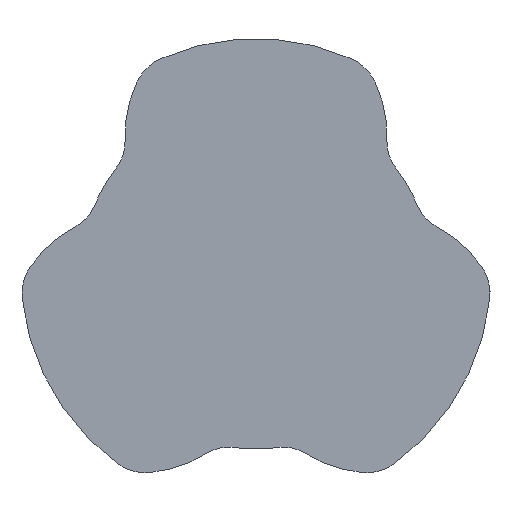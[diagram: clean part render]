
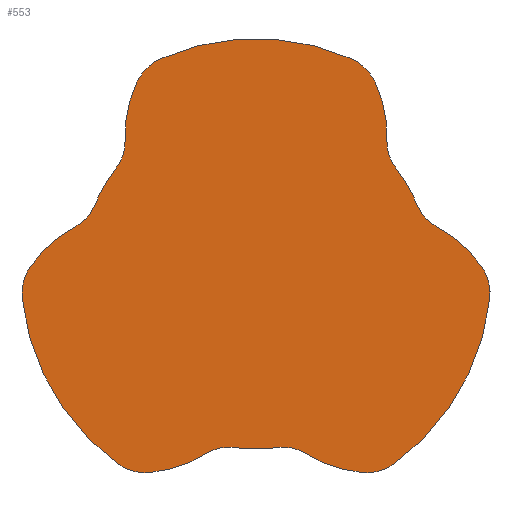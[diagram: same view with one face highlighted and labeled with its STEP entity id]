
A CAD part, left-side view. The second image highlights one B-rep face of the part: STEP entity #553.
In plain terms, the highlighted planar face has unit normal (-1, 0, 0).
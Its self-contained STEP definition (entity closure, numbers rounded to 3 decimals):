
#341=CARTESIAN_POINT('Vertex',(0.,13.341,-24.961)) ;
#344=CARTESIAN_POINT('Axis2P3D Location',(0.,13.862,-18.983)) ;
#348=CARTESIAN_POINT('Vertex',(0.,17.4,-23.829)) ;
#363=CARTESIAN_POINT('Axis2P3D Location',(0.,0.,0.)) ;
#368=CARTESIAN_POINT('Axis2P3D Location',(0.,14.729,-9.015)) ;
#372=CARTESIAN_POINT('Vertex',(0.,6.183,-22.548)) ;
#375=CARTESIAN_POINT('Axis2P3D Location',(0.,3.514,-26.776)) ;
#379=CARTESIAN_POINT('Vertex',(0.,2.863,-21.818)) ;
#382=CARTESIAN_POINT('Axis2P3D Location',(0.,0.,0.)) ;
#386=CARTESIAN_POINT('Vertex',(0.,-2.863,-21.818)) ;
#389=CARTESIAN_POINT('Axis2P3D Location',(0.,-3.514,-26.776)) ;
#393=CARTESIAN_POINT('Vertex',(0.,-6.183,-22.548)) ;
#396=CARTESIAN_POINT('Axis2P3D Location',(0.,-14.729,-9.015)) ;
#400=CARTESIAN_POINT('Vertex',(0.,-13.341,-24.961)) ;
#403=CARTESIAN_POINT('Axis2P3D Location',(0.,-13.862,-18.983)) ;
#407=CARTESIAN_POINT('Vertex',(0.,-17.4,-23.829)) ;
#410=CARTESIAN_POINT('Axis2P3D Location',(0.,0.,0.)) ;
#414=CARTESIAN_POINT('Vertex',(0.,-29.336,-3.154)) ;
#417=CARTESIAN_POINT('Axis2P3D Location',(0.,-23.371,-2.513)) ;
#421=CARTESIAN_POINT('Vertex',(0.,-28.287,0.926)) ;
#424=CARTESIAN_POINT('Axis2P3D Location',(0.,-15.172,-8.248)) ;
#428=CARTESIAN_POINT('Vertex',(0.,-22.619,5.919)) ;
#431=CARTESIAN_POINT('Axis2P3D Location',(0.,-24.945,10.345)) ;
#435=CARTESIAN_POINT('Vertex',(0.,-20.327,8.43)) ;
#438=CARTESIAN_POINT('Axis2P3D Location',(0.,0.,0.)) ;
#442=CARTESIAN_POINT('Vertex',(0.,-17.464,13.389)) ;
#445=CARTESIAN_POINT('Axis2P3D Location',(0.,-21.432,16.431)) ;
#449=CARTESIAN_POINT('Vertex',(0.,-16.436,16.629)) ;
#452=CARTESIAN_POINT('Axis2P3D Location',(0.,-0.443,17.264)) ;
#456=CARTESIAN_POINT('Vertex',(0.,-14.946,24.034)) ;
#459=CARTESIAN_POINT('Axis2P3D Location',(0.,-9.509,21.496)) ;
#463=CARTESIAN_POINT('Vertex',(0.,-11.936,26.983)) ;
#466=CARTESIAN_POINT('Axis2P3D Location',(0.,0.,0.)) ;
#470=CARTESIAN_POINT('Vertex',(0.,11.936,26.983)) ;
#473=CARTESIAN_POINT('Axis2P3D Location',(0.,9.509,21.496)) ;
#477=CARTESIAN_POINT('Vertex',(0.,14.946,24.034)) ;
#480=CARTESIAN_POINT('Axis2P3D Location',(0.,0.443,17.264)) ;
#484=CARTESIAN_POINT('Vertex',(0.,16.436,16.629)) ;
#487=CARTESIAN_POINT('Axis2P3D Location',(0.,21.432,16.431)) ;
#491=CARTESIAN_POINT('Vertex',(0.,17.464,13.389)) ;
#494=CARTESIAN_POINT('Axis2P3D Location',(0.,0.,0.)) ;
#498=CARTESIAN_POINT('Vertex',(0.,20.327,8.43)) ;
#501=CARTESIAN_POINT('Axis2P3D Location',(0.,24.945,10.345)) ;
#505=CARTESIAN_POINT('Vertex',(0.,22.619,5.919)) ;
#508=CARTESIAN_POINT('Axis2P3D Location',(0.,15.172,-8.248)) ;
#512=CARTESIAN_POINT('Vertex',(0.,28.287,0.926)) ;
#515=CARTESIAN_POINT('Axis2P3D Location',(0.,23.371,-2.513)) ;
#519=CARTESIAN_POINT('Vertex',(0.,29.336,-3.154)) ;
#522=CARTESIAN_POINT('Axis2P3D Location',(0.,0.,0.)) ;
#345=DIRECTION('Axis2P3D Direction',(-1.,0.,0.)) ;
#364=DIRECTION('Axis2P3D Direction',(1.,0.,0.)) ;
#365=DIRECTION('Axis2P3D XDirection',(0.,1.,0.)) ;
#369=DIRECTION('Axis2P3D Direction',(1.,0.,0.)) ;
#376=DIRECTION('Axis2P3D Direction',(1.,0.,0.)) ;
#383=DIRECTION('Axis2P3D Direction',(1.,0.,0.)) ;
#390=DIRECTION('Axis2P3D Direction',(1.,0.,0.)) ;
#397=DIRECTION('Axis2P3D Direction',(1.,0.,0.)) ;
#404=DIRECTION('Axis2P3D Direction',(1.,0.,0.)) ;
#411=DIRECTION('Axis2P3D Direction',(1.,0.,0.)) ;
#418=DIRECTION('Axis2P3D Direction',(1.,0.,0.)) ;
#425=DIRECTION('Axis2P3D Direction',(1.,0.,0.)) ;
#432=DIRECTION('Axis2P3D Direction',(1.,0.,0.)) ;
#439=DIRECTION('Axis2P3D Direction',(1.,0.,0.)) ;
#446=DIRECTION('Axis2P3D Direction',(1.,0.,0.)) ;
#453=DIRECTION('Axis2P3D Direction',(1.,0.,0.)) ;
#460=DIRECTION('Axis2P3D Direction',(1.,0.,0.)) ;
#467=DIRECTION('Axis2P3D Direction',(1.,0.,0.)) ;
#474=DIRECTION('Axis2P3D Direction',(1.,0.,0.)) ;
#481=DIRECTION('Axis2P3D Direction',(1.,0.,0.)) ;
#488=DIRECTION('Axis2P3D Direction',(1.,0.,0.)) ;
#495=DIRECTION('Axis2P3D Direction',(1.,0.,0.)) ;
#502=DIRECTION('Axis2P3D Direction',(1.,0.,0.)) ;
#509=DIRECTION('Axis2P3D Direction',(1.,0.,0.)) ;
#516=DIRECTION('Axis2P3D Direction',(1.,0.,0.)) ;
#523=DIRECTION('Axis2P3D Direction',(1.,0.,0.)) ;
#346=AXIS2_PLACEMENT_3D('Circle Axis2P3D',#344,#345,$) ;
#366=AXIS2_PLACEMENT_3D('Plane Axis2P3D',#363,#364,#365) ;
#370=AXIS2_PLACEMENT_3D('Circle Axis2P3D',#368,#369,$) ;
#377=AXIS2_PLACEMENT_3D('Circle Axis2P3D',#375,#376,$) ;
#384=AXIS2_PLACEMENT_3D('Circle Axis2P3D',#382,#383,$) ;
#391=AXIS2_PLACEMENT_3D('Circle Axis2P3D',#389,#390,$) ;
#398=AXIS2_PLACEMENT_3D('Circle Axis2P3D',#396,#397,$) ;
#405=AXIS2_PLACEMENT_3D('Circle Axis2P3D',#403,#404,$) ;
#412=AXIS2_PLACEMENT_3D('Circle Axis2P3D',#410,#411,$) ;
#419=AXIS2_PLACEMENT_3D('Circle Axis2P3D',#417,#418,$) ;
#426=AXIS2_PLACEMENT_3D('Circle Axis2P3D',#424,#425,$) ;
#433=AXIS2_PLACEMENT_3D('Circle Axis2P3D',#431,#432,$) ;
#440=AXIS2_PLACEMENT_3D('Circle Axis2P3D',#438,#439,$) ;
#447=AXIS2_PLACEMENT_3D('Circle Axis2P3D',#445,#446,$) ;
#454=AXIS2_PLACEMENT_3D('Circle Axis2P3D',#452,#453,$) ;
#461=AXIS2_PLACEMENT_3D('Circle Axis2P3D',#459,#460,$) ;
#468=AXIS2_PLACEMENT_3D('Circle Axis2P3D',#466,#467,$) ;
#475=AXIS2_PLACEMENT_3D('Circle Axis2P3D',#473,#474,$) ;
#482=AXIS2_PLACEMENT_3D('Circle Axis2P3D',#480,#481,$) ;
#489=AXIS2_PLACEMENT_3D('Circle Axis2P3D',#487,#488,$) ;
#496=AXIS2_PLACEMENT_3D('Circle Axis2P3D',#494,#495,$) ;
#503=AXIS2_PLACEMENT_3D('Circle Axis2P3D',#501,#502,$) ;
#510=AXIS2_PLACEMENT_3D('Circle Axis2P3D',#508,#509,$) ;
#517=AXIS2_PLACEMENT_3D('Circle Axis2P3D',#515,#516,$) ;
#524=AXIS2_PLACEMENT_3D('Circle Axis2P3D',#522,#523,$) ;
#528=ORIENTED_EDGE('',*,*,#350,.F.) ;
#529=ORIENTED_EDGE('',*,*,#374,.F.) ;
#530=ORIENTED_EDGE('',*,*,#381,.T.) ;
#531=ORIENTED_EDGE('',*,*,#388,.F.) ;
#532=ORIENTED_EDGE('',*,*,#395,.T.) ;
#533=ORIENTED_EDGE('',*,*,#402,.F.) ;
#534=ORIENTED_EDGE('',*,*,#409,.F.) ;
#535=ORIENTED_EDGE('',*,*,#416,.F.) ;
#536=ORIENTED_EDGE('',*,*,#423,.F.) ;
#537=ORIENTED_EDGE('',*,*,#430,.F.) ;
#538=ORIENTED_EDGE('',*,*,#437,.T.) ;
#539=ORIENTED_EDGE('',*,*,#444,.F.) ;
#540=ORIENTED_EDGE('',*,*,#451,.T.) ;
#541=ORIENTED_EDGE('',*,*,#458,.F.) ;
#542=ORIENTED_EDGE('',*,*,#465,.F.) ;
#543=ORIENTED_EDGE('',*,*,#472,.F.) ;
#544=ORIENTED_EDGE('',*,*,#479,.F.) ;
#545=ORIENTED_EDGE('',*,*,#486,.F.) ;
#546=ORIENTED_EDGE('',*,*,#493,.T.) ;
#547=ORIENTED_EDGE('',*,*,#500,.F.) ;
#548=ORIENTED_EDGE('',*,*,#507,.T.) ;
#549=ORIENTED_EDGE('',*,*,#514,.F.) ;
#550=ORIENTED_EDGE('',*,*,#521,.F.) ;
#551=ORIENTED_EDGE('',*,*,#526,.F.) ;
#553=ADVANCED_FACE('PartBody',(#552),#367,.F.) ;
#347=CIRCLE('generated circle',#346,6.) ;
#371=CIRCLE('generated circle',#370,16.006) ;
#378=CIRCLE('generated circle',#377,5.) ;
#385=CIRCLE('generated circle',#384,22.006) ;
#392=CIRCLE('generated circle',#391,5.) ;
#399=CIRCLE('generated circle',#398,16.006) ;
#406=CIRCLE('generated circle',#405,6.) ;
#413=CIRCLE('generated circle',#412,29.506) ;
#420=CIRCLE('generated circle',#419,6.) ;
#427=CIRCLE('generated circle',#426,16.006) ;
#434=CIRCLE('generated circle',#433,5.) ;
#441=CIRCLE('generated circle',#440,22.006) ;
#448=CIRCLE('generated circle',#447,5.) ;
#455=CIRCLE('generated circle',#454,16.006) ;
#462=CIRCLE('generated circle',#461,6.) ;
#469=CIRCLE('generated circle',#468,29.506) ;
#476=CIRCLE('generated circle',#475,6.) ;
#483=CIRCLE('generated circle',#482,16.006) ;
#490=CIRCLE('generated circle',#489,5.) ;
#497=CIRCLE('generated circle',#496,22.006) ;
#504=CIRCLE('generated circle',#503,5.) ;
#511=CIRCLE('generated circle',#510,16.006) ;
#518=CIRCLE('generated circle',#517,6.) ;
#525=CIRCLE('generated circle',#524,29.506) ;
#350=EDGE_CURVE('',#342,#349,#347,.F.) ;
#374=EDGE_CURVE('',#373,#342,#371,.T.) ;
#381=EDGE_CURVE('',#373,#380,#378,.T.) ;
#388=EDGE_CURVE('',#387,#380,#385,.T.) ;
#395=EDGE_CURVE('',#387,#394,#392,.T.) ;
#402=EDGE_CURVE('',#401,#394,#399,.T.) ;
#409=EDGE_CURVE('',#408,#401,#406,.T.) ;
#416=EDGE_CURVE('',#415,#408,#413,.T.) ;
#423=EDGE_CURVE('',#422,#415,#420,.T.) ;
#430=EDGE_CURVE('',#429,#422,#427,.T.) ;
#437=EDGE_CURVE('',#429,#436,#434,.T.) ;
#444=EDGE_CURVE('',#443,#436,#441,.T.) ;
#451=EDGE_CURVE('',#443,#450,#448,.T.) ;
#458=EDGE_CURVE('',#457,#450,#455,.T.) ;
#465=EDGE_CURVE('',#464,#457,#462,.T.) ;
#472=EDGE_CURVE('',#471,#464,#469,.T.) ;
#479=EDGE_CURVE('',#478,#471,#476,.T.) ;
#486=EDGE_CURVE('',#485,#478,#483,.T.) ;
#493=EDGE_CURVE('',#485,#492,#490,.T.) ;
#500=EDGE_CURVE('',#499,#492,#497,.T.) ;
#507=EDGE_CURVE('',#499,#506,#504,.T.) ;
#514=EDGE_CURVE('',#513,#506,#511,.T.) ;
#521=EDGE_CURVE('',#520,#513,#518,.T.) ;
#526=EDGE_CURVE('',#349,#520,#525,.T.) ;
#527=EDGE_LOOP('',(#528,#529,#530,#531,#532,#533,#534,#535,#536,#537,#538,#539,#540,#541,#542,#543,#544,#545,#546,#547,#548,#549,#550,#551)) ;
#552=FACE_OUTER_BOUND('',#527,.T.) ;
#367=PLANE('',#366) ;
#342=VERTEX_POINT('',#341) ;
#349=VERTEX_POINT('',#348) ;
#373=VERTEX_POINT('',#372) ;
#380=VERTEX_POINT('',#379) ;
#387=VERTEX_POINT('',#386) ;
#394=VERTEX_POINT('',#393) ;
#401=VERTEX_POINT('',#400) ;
#408=VERTEX_POINT('',#407) ;
#415=VERTEX_POINT('',#414) ;
#422=VERTEX_POINT('',#421) ;
#429=VERTEX_POINT('',#428) ;
#436=VERTEX_POINT('',#435) ;
#443=VERTEX_POINT('',#442) ;
#450=VERTEX_POINT('',#449) ;
#457=VERTEX_POINT('',#456) ;
#464=VERTEX_POINT('',#463) ;
#471=VERTEX_POINT('',#470) ;
#478=VERTEX_POINT('',#477) ;
#485=VERTEX_POINT('',#484) ;
#492=VERTEX_POINT('',#491) ;
#499=VERTEX_POINT('',#498) ;
#506=VERTEX_POINT('',#505) ;
#513=VERTEX_POINT('',#512) ;
#520=VERTEX_POINT('',#519) ;
